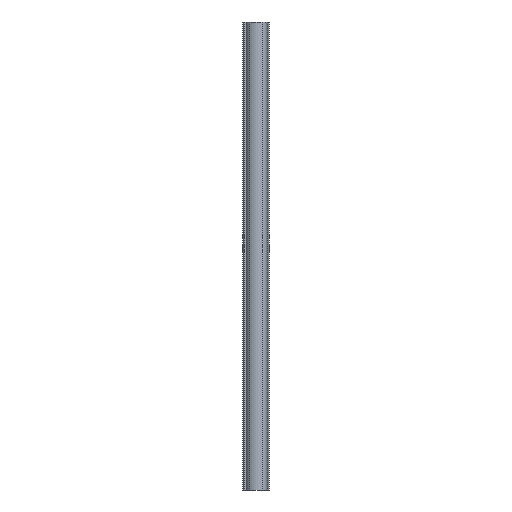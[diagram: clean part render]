
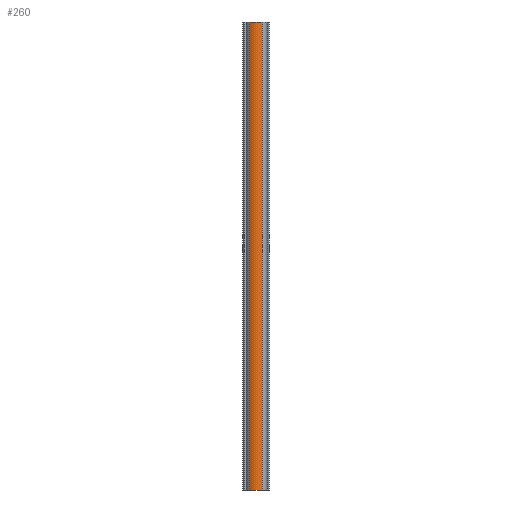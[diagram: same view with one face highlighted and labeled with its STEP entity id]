
A CAD part, front view. The second image highlights one B-rep face of the part: STEP entity #260.
In plain terms, the highlighted cylindrical face has radius 14 mm (diameter 28 mm), a partial arc.
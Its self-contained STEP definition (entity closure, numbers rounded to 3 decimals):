
#24 = EDGE_CURVE ( 'NONE', #113, #103, #559, .T. ) ;
#103 = VERTEX_POINT ( 'NONE', #513 ) ;
#113 = VERTEX_POINT ( 'NONE', #650 ) ;
#197 = EDGE_CURVE ( 'NONE', #382, #383, #663, .T. ) ;
#226 = EDGE_LOOP ( 'NONE', ( #277, #325, #263, #317 ) ) ;
#242 = EDGE_CURVE ( 'NONE', #113, #382, #761, .T. ) ;
#259 = EDGE_CURVE ( 'NONE', #103, #383, #1064, .T. ) ;
#260 = ADVANCED_FACE ( 'NONE', ( #1059 ), #960, .T. ) ;
#263 = ORIENTED_EDGE ( 'NONE', *, *, #24, .F. ) ;
#277 = ORIENTED_EDGE ( 'NONE', *, *, #197, .T. ) ;
#317 = ORIENTED_EDGE ( 'NONE', *, *, #242, .T. ) ;
#325 = ORIENTED_EDGE ( 'NONE', *, *, #259, .F. ) ;
#382 = VERTEX_POINT ( 'NONE', #999 ) ;
#383 = VERTEX_POINT ( 'NONE', #998 ) ;
#513 = CARTESIAN_POINT ( 'NONE',  ( 417.004, 370.829, 500. ) ) ;
#553 = DIRECTION ( 'NONE',  ( 1., 0., 0. ) ) ;
#554 = DIRECTION ( 'NONE',  ( 0., 0., 1. ) ) ;
#555 = CARTESIAN_POINT ( 'NONE',  ( 410.309, 383.125, 500. ) ) ;
#556 = AXIS2_PLACEMENT_3D ( 'NONE', #555, #554, #553 ) ;
#559 = CIRCLE ( 'NONE', #556, 14. ) ;
#650 = CARTESIAN_POINT ( 'NONE',  ( 403.615, 370.829, 500. ) ) ;
#662 = AXIS2_PLACEMENT_3D ( 'NONE', #686, #685, #684 ) ;
#663 = CIRCLE ( 'NONE', #662, 14. ) ;
#684 = DIRECTION ( 'NONE',  ( 1., 0., 0. ) ) ;
#685 = DIRECTION ( 'NONE',  ( 0., 0., 1. ) ) ;
#686 = CARTESIAN_POINT ( 'NONE',  ( 410.309, 383.125, 0. ) ) ;
#737 = DIRECTION ( 'NONE',  ( 0., 0., -1. ) ) ;
#738 = VECTOR ( 'NONE', #737, 1000. ) ;
#739 = CARTESIAN_POINT ( 'NONE',  ( 403.615, 370.829, 500. ) ) ;
#761 = LINE ( 'NONE', #739, #738 ) ;
#919 = DIRECTION ( 'NONE',  ( -1., 0., 0. ) ) ;
#960 = CYLINDRICAL_SURFACE ( 'NONE', #991, 14. ) ;
#991 = AXIS2_PLACEMENT_3D ( 'NONE', #1058, #1061, #919 ) ;
#998 = CARTESIAN_POINT ( 'NONE',  ( 417.004, 370.829, 0. ) ) ;
#999 = CARTESIAN_POINT ( 'NONE',  ( 403.615, 370.829, 0. ) ) ;
#1058 = CARTESIAN_POINT ( 'NONE',  ( 410.309, 383.125, 500. ) ) ;
#1059 = FACE_OUTER_BOUND ( 'NONE', #226, .T. ) ;
#1061 = DIRECTION ( 'NONE',  ( 0., 0., -1. ) ) ;
#1062 = DIRECTION ( 'NONE',  ( 0., 0., -1. ) ) ;
#1063 = VECTOR ( 'NONE', #1062, 1000. ) ;
#1064 = LINE ( 'NONE', #1066, #1063 ) ;
#1066 = CARTESIAN_POINT ( 'NONE',  ( 417.004, 370.829, 500. ) ) ;
